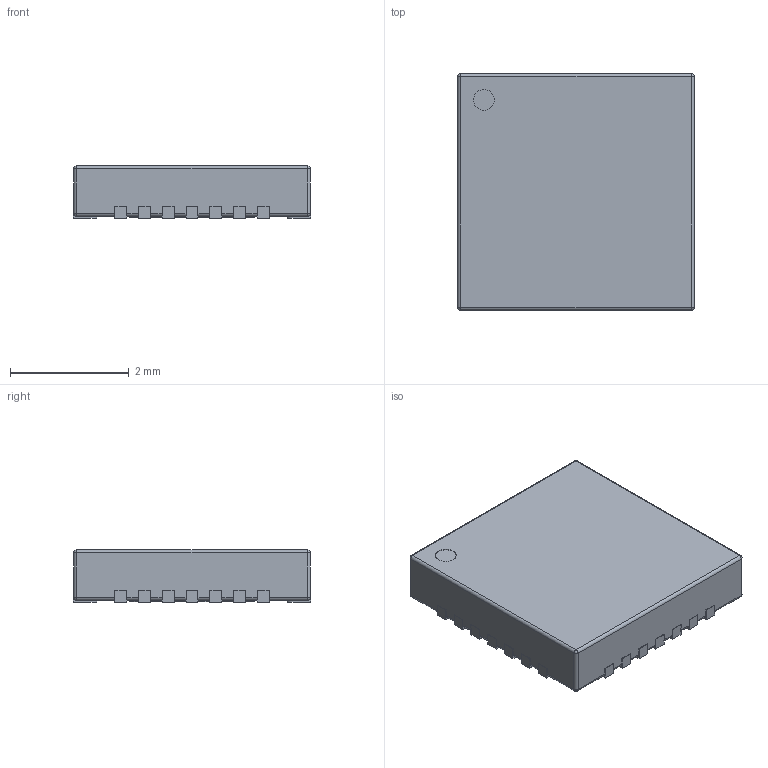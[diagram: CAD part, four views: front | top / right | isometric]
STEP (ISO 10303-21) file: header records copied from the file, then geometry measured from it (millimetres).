
FILE_DESCRIPTION(('FreeCAD Model'),'2;1');
FILE_NAME('QFN28_40x40_7x7_epad_21x21_p04mm.step', '2016-06-07T12:10:00',('Author'),(''), 'Open CASCADE STEP processor 6.8','FreeCAD','Unknown');
FILE_SCHEMA(('AUTOMOTIVE_DESIGN_CC2 { 1 2 10303 214 -1 1 5 4 }'));
Length unit declared in the file: millimetre
Products named in the file (2): ASSEMBLY; QFN28_40x40_7x7_epad_21x21_p04mm
Assembly tree (1 placements, depth 2):
  ASSEMBLY
    QFN28_40x40_7x7_epad_21x21_p04mm
Bounding box: 4 x 4 x 0.88 mm (x, y, z)
Volume: 13.6 mm3; surface area: 45.9 mm2
Topology: 1 solids, 1 shells, 230 faces, 662 edges, 428 vertices
Faces by surface type: plane 153, cylinder 69, sphere 8
Full cylindrical faces by diameter (mm): 0.35 x1
Entity records: 17643 total; most frequent: CARTESIAN_POINT 3303, DIRECTION 2303, LINE 1533, VECTOR 1533, ORIENTED_EDGE 1308, PCURVE 1308, DEFINITIONAL_REPRESENTATION 1308, EDGE_CURVE 654
